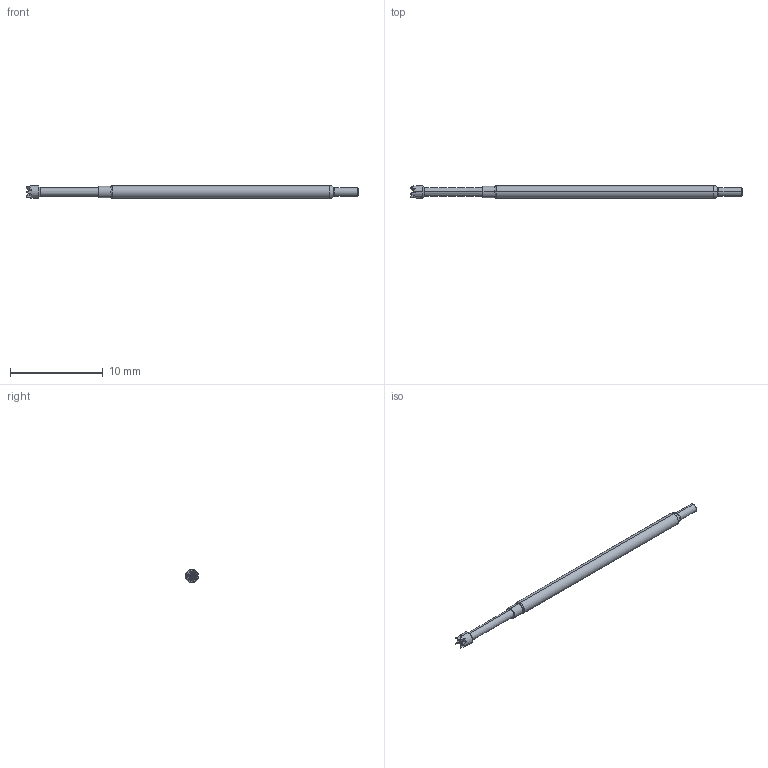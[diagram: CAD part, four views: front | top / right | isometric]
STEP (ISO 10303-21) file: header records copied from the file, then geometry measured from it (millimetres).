
FILE_DESCRIPTION (( 'STEP AP214' ), '1' );
FILE_NAME ('X75-PRP2555_-_.STEP', '2017-11-01T15:21:54', ( '' ), ( '' ), 'SwSTEP 2.0', 'SolidWorks 2017', '' );
FILE_SCHEMA (( 'AUTOMOTIVE_DESIGN' ));
Length unit declared in the file: inch
Products named in the file (1): X75-PRP2555_-_
Bounding box: 35.81 x 1.4 x 1.4 mm (x, y, z)
Volume: 44.3 mm3; surface area: 143.6 mm2
Topology: 1 solids, 1 shells, 113 faces, 251 edges, 141 vertices
Faces by surface type: bspline 80, cone 12, torus 8, plane 7, cylinder 6
Entity records: 17625 total; most frequent: CARTESIAN_POINT 15461, ORIENTED_EDGE 502, EDGE_CURVE 251, B_SPLINE_CURVE_WITH_KNOTS 192, DIRECTION 168, VERTEX_POINT 141, EDGE_LOOP 114, ADVANCED_FACE 113
